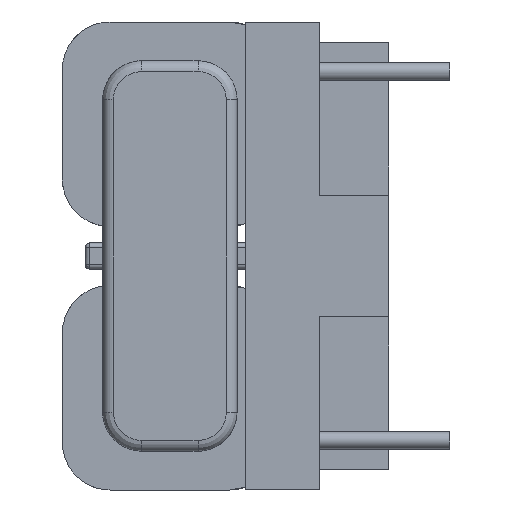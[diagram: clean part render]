
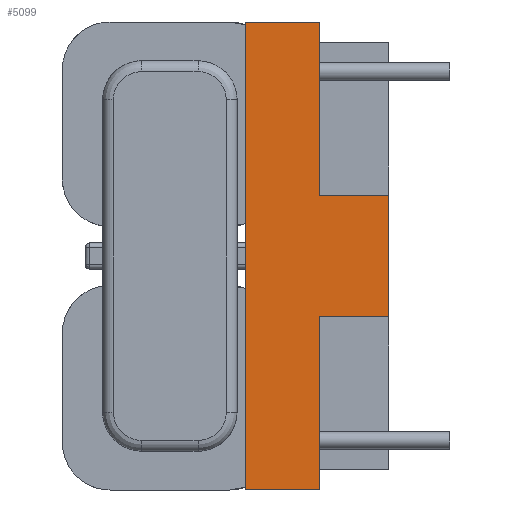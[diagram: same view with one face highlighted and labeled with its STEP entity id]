
A CAD part, left-side view. The second image highlights one B-rep face of the part: STEP entity #5099.
In plain terms, the highlighted free-form (B-spline) face has degree [1, 1] with [2, 2] control points.
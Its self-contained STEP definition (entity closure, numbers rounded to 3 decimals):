
#3349 = VERTEX_POINT('',#3350);
#3350 = CARTESIAN_POINT('',(-18.671,4.921,
    -15.559));
#3355 = EDGE_CURVE('',#3349,#3356,#3358,.T.);
#3356 = VERTEX_POINT('',#3357);
#3357 = CARTESIAN_POINT('',(-18.671,4.921,
    15.559));
#3358 = B_SPLINE_CURVE_WITH_KNOTS('',1,(#3359,#3360),.UNSPECIFIED.,.F.,
  .F.,(2,2),(0.,21.5),.PIECEWISE_BEZIER_KNOTS.);
#3359 = CARTESIAN_POINT('',(-18.671,4.921,
    -15.559));
#3360 = CARTESIAN_POINT('',(-18.671,4.921,
    15.559));
#4524 = VERTEX_POINT('',#4525);
#4525 = CARTESIAN_POINT('',(-18.671,0.,15.559));
#4530 = EDGE_CURVE('',#4531,#4524,#4533,.T.);
#4531 = VERTEX_POINT('',#4532);
#4532 = CARTESIAN_POINT('',(-18.671,0.,4.053));
#4533 = B_SPLINE_CURVE_WITH_KNOTS('',1,(#4534,#4535),.UNSPECIFIED.,.F.,
  .F.,(2,2),(13.55,21.5),.PIECEWISE_BEZIER_KNOTS.);
#4534 = CARTESIAN_POINT('',(-18.671,0.,4.053));
#4535 = CARTESIAN_POINT('',(-18.671,0.,15.559));
#4552 = VERTEX_POINT('',#4553);
#4553 = CARTESIAN_POINT('',(-18.671,0.,-4.053));
#4558 = EDGE_CURVE('',#4559,#4552,#4561,.T.);
#4559 = VERTEX_POINT('',#4560);
#4560 = CARTESIAN_POINT('',(-18.671,0.,-15.559));
#4561 = B_SPLINE_CURVE_WITH_KNOTS('',1,(#4562,#4563),.UNSPECIFIED.,.F.,
  .F.,(2,2),(0.,7.95),.PIECEWISE_BEZIER_KNOTS.);
#4562 = CARTESIAN_POINT('',(-18.671,0.,-15.559));
#4563 = CARTESIAN_POINT('',(-18.671,0.,-4.053));
#4741 = EDGE_CURVE('',#3349,#4559,#4742,.T.);
#4742 = B_SPLINE_CURVE_WITH_KNOTS('',1,(#4743,#4744),.UNSPECIFIED.,.F.,
  .F.,(2,2),(-0.6,2.8),.PIECEWISE_BEZIER_KNOTS.);
#4743 = CARTESIAN_POINT('',(-18.671,4.921,
    -15.559));
#4744 = CARTESIAN_POINT('',(-18.671,0.,-15.559));
#4762 = EDGE_CURVE('',#3356,#4524,#4763,.T.);
#4763 = B_SPLINE_CURVE_WITH_KNOTS('',1,(#4764,#4765),.UNSPECIFIED.,.F.,
  .F.,(2,2),(-0.6,2.8),.PIECEWISE_BEZIER_KNOTS.);
#4764 = CARTESIAN_POINT('',(-18.671,4.921,
    15.559));
#4765 = CARTESIAN_POINT('',(-18.671,0.,15.559));
#5099 = ADVANCED_FACE('',(#5100),#5126,.F.);
#5100 = FACE_BOUND('',#5101,.T.);
#5101 = EDGE_LOOP('',(#5102,#5103,#5110,#5117,#5122,#5123,#5124,#5125));
#5102 = ORIENTED_EDGE('',*,*,#4558,.T.);
#5103 = ORIENTED_EDGE('',*,*,#5104,.F.);
#5104 = EDGE_CURVE('',#5105,#4552,#5107,.T.);
#5105 = VERTEX_POINT('',#5106);
#5106 = CARTESIAN_POINT('',(-18.671,-4.632,
    -4.053));
#5107 = B_SPLINE_CURVE_WITH_KNOTS('',1,(#5108,#5109),.UNSPECIFIED.,.F.,
  .F.,(2,2),(0.,3.2),.PIECEWISE_BEZIER_KNOTS.);
#5108 = CARTESIAN_POINT('',(-18.671,-4.632,
    -4.053));
#5109 = CARTESIAN_POINT('',(-18.671,0.,-4.053));
#5110 = ORIENTED_EDGE('',*,*,#5111,.F.);
#5111 = EDGE_CURVE('',#5112,#5105,#5114,.T.);
#5112 = VERTEX_POINT('',#5113);
#5113 = CARTESIAN_POINT('',(-18.671,-4.632,
    4.053));
#5114 = B_SPLINE_CURVE_WITH_KNOTS('',1,(#5115,#5116),.UNSPECIFIED.,.F.,
  .F.,(2,2),(0.,5.6),.PIECEWISE_BEZIER_KNOTS.);
#5115 = CARTESIAN_POINT('',(-18.671,-4.632,
    4.053));
#5116 = CARTESIAN_POINT('',(-18.671,-4.632,
    -4.053));
#5117 = ORIENTED_EDGE('',*,*,#5118,.T.);
#5118 = EDGE_CURVE('',#5112,#4531,#5119,.T.);
#5119 = B_SPLINE_CURVE_WITH_KNOTS('',1,(#5120,#5121),.UNSPECIFIED.,.F.,
  .F.,(2,2),(0.,3.2),.PIECEWISE_BEZIER_KNOTS.);
#5120 = CARTESIAN_POINT('',(-18.671,-4.632,
    4.053));
#5121 = CARTESIAN_POINT('',(-18.671,0.,4.053));
#5122 = ORIENTED_EDGE('',*,*,#4530,.T.);
#5123 = ORIENTED_EDGE('',*,*,#4762,.F.);
#5124 = ORIENTED_EDGE('',*,*,#3355,.F.);
#5125 = ORIENTED_EDGE('',*,*,#4741,.T.);
#5126 = B_SPLINE_SURFACE_WITH_KNOTS('',1,1,(
    (#5127,#5128)
    ,(#5129,#5130
    )),.UNSPECIFIED.,.F.,.F.,.F.,(2,2),(2,2),(-21.5,0.),(-6.,0.6),
  .PIECEWISE_BEZIER_KNOTS.);
#5127 = CARTESIAN_POINT('',(-18.671,-4.632,
    15.559));
#5128 = CARTESIAN_POINT('',(-18.671,4.921,
    15.559));
#5129 = CARTESIAN_POINT('',(-18.671,-4.632,
    -15.559));
#5130 = CARTESIAN_POINT('',(-18.671,4.921,
    -15.559));
